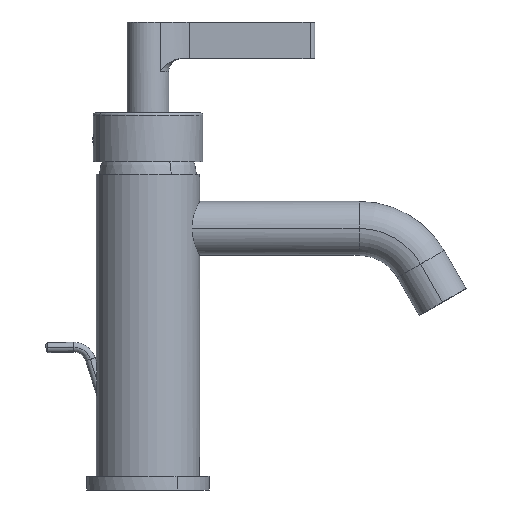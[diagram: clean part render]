
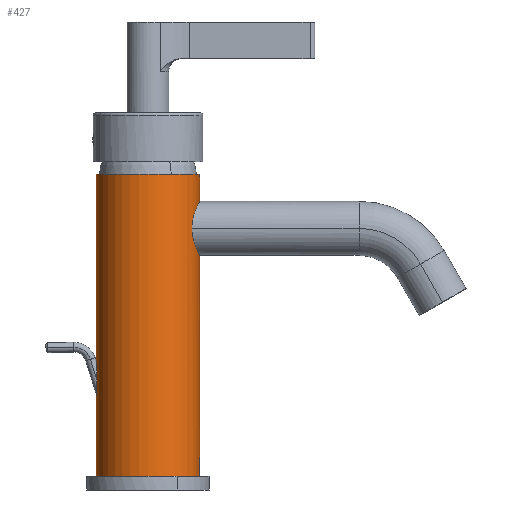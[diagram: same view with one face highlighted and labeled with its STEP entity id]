
A CAD part, front view. The second image highlights one B-rep face of the part: STEP entity #427.
In plain terms, the highlighted cylindrical face has radius 21 mm (diameter 42 mm), a partial arc.
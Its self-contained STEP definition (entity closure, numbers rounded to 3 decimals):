
#292=CARTESIAN_POINT('Axis2P3D Location',(0.,0.,61.5)) ;
#297=CARTESIAN_POINT('Line Origine',(21.,0.,61.5)) ;
#301=CARTESIAN_POINT('Vertex',(21.,0.,112.)) ;
#303=CARTESIAN_POINT('Vertex',(21.,0.,123.)) ;
#306=CARTESIAN_POINT('Axis2P3D Location',(0.,0.,123.)) ;
#310=CARTESIAN_POINT('Vertex',(-21.,0.,123.)) ;
#313=CARTESIAN_POINT('Line Origine',(-21.,0.,61.5)) ;
#317=CARTESIAN_POINT('Vertex',(-21.,0.,48.314)) ;
#321=CARTESIAN_POINT('Control Point',(-21.,0.,48.314)) ;
#322=CARTESIAN_POINT('Control Point',(-21.,-0.083,48.314)) ;
#323=CARTESIAN_POINT('Control Point',(-21.,-0.166,48.301)) ;
#324=CARTESIAN_POINT('Control Point',(-20.999,-0.246,48.276)) ;
#325=CARTESIAN_POINT('Control Point',(-20.996,-0.422,48.195)) ;
#326=CARTESIAN_POINT('Control Point',(-20.992,-0.575,48.075)) ;
#327=CARTESIAN_POINT('Control Point',(-20.99,-0.654,47.999)) ;
#328=CARTESIAN_POINT('Control Point',(-20.984,-0.842,47.792)) ;
#329=CARTESIAN_POINT('Control Point',(-20.977,-0.998,47.559)) ;
#330=CARTESIAN_POINT('Control Point',(-20.972,-1.083,47.414)) ;
#331=CARTESIAN_POINT('Control Point',(-20.961,-1.283,47.036)) ;
#332=CARTESIAN_POINT('Control Point',(-20.95,-1.446,46.64)) ;
#333=CARTESIAN_POINT('Control Point',(-20.944,-1.535,46.397)) ;
#334=CARTESIAN_POINT('Control Point',(-20.918,-1.879,45.364)) ;
#335=CARTESIAN_POINT('Control Point',(-20.895,-2.102,44.295)) ;
#336=CARTESIAN_POINT('Control Point',(-20.881,-2.236,43.49)) ;
#337=CARTESIAN_POINT('Control Point',(-20.86,-2.427,41.917)) ;
#338=CARTESIAN_POINT('Control Point',(-20.85,-2.503,40.335)) ;
#339=CARTESIAN_POINT('Control Point',(-20.849,-2.515,39.581)) ;
#340=CARTESIAN_POINT('Control Point',(-20.852,-2.492,38.217)) ;
#341=CARTESIAN_POINT('Control Point',(-20.865,-2.375,36.857)) ;
#342=CARTESIAN_POINT('Control Point',(-20.874,-2.302,36.251)) ;
#343=CARTESIAN_POINT('Control Point',(-20.889,-2.16,35.355)) ;
#344=CARTESIAN_POINT('Control Point',(-20.91,-1.946,34.475)) ;
#345=CARTESIAN_POINT('Control Point',(-20.917,-1.869,34.193)) ;
#346=CARTESIAN_POINT('Control Point',(-20.93,-1.713,33.693)) ;
#347=CARTESIAN_POINT('Control Point',(-20.945,-1.518,33.206)) ;
#348=CARTESIAN_POINT('Control Point',(-20.952,-1.423,32.996)) ;
#349=CARTESIAN_POINT('Control Point',(-20.959,-1.318,32.791)) ;
#350=CARTESIAN_POINT('Control Point',(-20.966,-1.199,32.595)) ;
#351=CARTESIAN_POINT('Vertex',(-20.966,-1.199,32.595)) ;
#355=CARTESIAN_POINT('Control Point',(-21.,0.,31.686)) ;
#356=CARTESIAN_POINT('Control Point',(-21.,-0.314,31.686)) ;
#357=CARTESIAN_POINT('Control Point',(-20.994,-0.628,31.843)) ;
#358=CARTESIAN_POINT('Control Point',(-20.984,-0.84,32.08)) ;
#359=CARTESIAN_POINT('Control Point',(-20.975,-1.035,32.328)) ;
#360=CARTESIAN_POINT('Control Point',(-20.966,-1.199,32.595)) ;
#361=CARTESIAN_POINT('Vertex',(-21.,0.,31.686)) ;
#364=CARTESIAN_POINT('Line Origine',(-21.,0.,61.5)) ;
#368=CARTESIAN_POINT('Vertex',(-21.,0.,0.)) ;
#371=CARTESIAN_POINT('Axis2P3D Location',(0.,0.,0.)) ;
#375=CARTESIAN_POINT('Vertex',(21.,0.,0.)) ;
#378=CARTESIAN_POINT('Line Origine',(21.,0.,61.5)) ;
#382=CARTESIAN_POINT('Vertex',(21.,0.,90.)) ;
#386=CARTESIAN_POINT('Control Point',(17.889,-11.,101.)) ;
#387=CARTESIAN_POINT('Control Point',(17.889,-11.,100.081)) ;
#388=CARTESIAN_POINT('Control Point',(17.948,-10.904,99.161)) ;
#389=CARTESIAN_POINT('Control Point',(18.066,-10.712,98.262)) ;
#390=CARTESIAN_POINT('Control Point',(18.409,-10.128,96.459)) ;
#391=CARTESIAN_POINT('Control Point',(18.894,-9.193,94.845)) ;
#392=CARTESIAN_POINT('Control Point',(19.167,-8.62,94.067)) ;
#393=CARTESIAN_POINT('Control Point',(19.891,-6.918,92.212)) ;
#394=CARTESIAN_POINT('Control Point',(20.538,-4.729,90.882)) ;
#395=CARTESIAN_POINT('Control Point',(20.846,-3.217,90.294)) ;
#396=CARTESIAN_POINT('Control Point',(21.,-1.609,90.)) ;
#397=CARTESIAN_POINT('Control Point',(21.,0.,90.)) ;
#398=CARTESIAN_POINT('Vertex',(17.889,-11.,101.)) ;
#402=CARTESIAN_POINT('Control Point',(17.889,-11.,101.)) ;
#403=CARTESIAN_POINT('Control Point',(17.889,-11.,101.919)) ;
#404=CARTESIAN_POINT('Control Point',(17.948,-10.904,102.839)) ;
#405=CARTESIAN_POINT('Control Point',(18.066,-10.712,103.738)) ;
#406=CARTESIAN_POINT('Control Point',(18.409,-10.128,105.541)) ;
#407=CARTESIAN_POINT('Control Point',(18.894,-9.193,107.155)) ;
#408=CARTESIAN_POINT('Control Point',(19.167,-8.62,107.933)) ;
#409=CARTESIAN_POINT('Control Point',(19.891,-6.918,109.788)) ;
#410=CARTESIAN_POINT('Control Point',(20.538,-4.729,111.118)) ;
#411=CARTESIAN_POINT('Control Point',(20.846,-3.217,111.706)) ;
#412=CARTESIAN_POINT('Control Point',(21.,-1.609,112.)) ;
#413=CARTESIAN_POINT('Control Point',(21.,0.,112.)) ;
#299=VECTOR('Line Direction',#298,1.) ;
#315=VECTOR('Line Direction',#314,1.) ;
#366=VECTOR('Line Direction',#365,1.) ;
#380=VECTOR('Line Direction',#379,1.) ;
#293=DIRECTION('Axis2P3D Direction',(0.,0.,1.)) ;
#294=DIRECTION('Axis2P3D XDirection',(1.,0.,0.)) ;
#298=DIRECTION('Vector Direction',(0.,0.,1.)) ;
#307=DIRECTION('Axis2P3D Direction',(0.,0.,1.)) ;
#314=DIRECTION('Vector Direction',(0.,0.,1.)) ;
#365=DIRECTION('Vector Direction',(0.,0.,1.)) ;
#372=DIRECTION('Axis2P3D Direction',(0.,0.,1.)) ;
#379=DIRECTION('Vector Direction',(0.,0.,1.)) ;
#295=AXIS2_PLACEMENT_3D('Cylinder Axis2P3D',#292,#293,#294) ;
#308=AXIS2_PLACEMENT_3D('Circle Axis2P3D',#306,#307,$) ;
#373=AXIS2_PLACEMENT_3D('Circle Axis2P3D',#371,#372,$) ;
#300=LINE('Line',#297,#299) ;
#316=LINE('Line',#313,#315) ;
#367=LINE('Line',#364,#366) ;
#381=LINE('Line',#378,#380) ;
#309=CIRCLE('generated circle',#308,21.) ;
#374=CIRCLE('generated circle',#373,21.) ;
#296=CYLINDRICAL_SURFACE('generated cylinder',#295,21.) ;
#305=EDGE_CURVE('',#302,#304,#300,.T.) ;
#312=EDGE_CURVE('',#304,#311,#309,.F.) ;
#319=EDGE_CURVE('',#311,#318,#316,.F.) ;
#353=EDGE_CURVE('',#318,#352,#320,.T.) ;
#363=EDGE_CURVE('',#352,#362,#354,.F.) ;
#370=EDGE_CURVE('',#362,#369,#367,.F.) ;
#377=EDGE_CURVE('',#369,#376,#374,.T.) ;
#384=EDGE_CURVE('',#376,#383,#381,.T.) ;
#400=EDGE_CURVE('',#383,#399,#385,.F.) ;
#414=EDGE_CURVE('',#399,#302,#401,.T.) ;
#416=ORIENTED_EDGE('',*,*,#305,.T.) ;
#417=ORIENTED_EDGE('',*,*,#312,.T.) ;
#418=ORIENTED_EDGE('',*,*,#319,.T.) ;
#419=ORIENTED_EDGE('',*,*,#353,.T.) ;
#420=ORIENTED_EDGE('',*,*,#363,.T.) ;
#421=ORIENTED_EDGE('',*,*,#370,.T.) ;
#422=ORIENTED_EDGE('',*,*,#377,.T.) ;
#423=ORIENTED_EDGE('',*,*,#384,.T.) ;
#424=ORIENTED_EDGE('',*,*,#400,.T.) ;
#425=ORIENTED_EDGE('',*,*,#414,.T.) ;
#415=EDGE_LOOP('',(#416,#417,#418,#419,#420,#421,#422,#423,#424,#425)) ;
#302=VERTEX_POINT('',#301) ;
#304=VERTEX_POINT('',#303) ;
#311=VERTEX_POINT('',#310) ;
#318=VERTEX_POINT('',#317) ;
#352=VERTEX_POINT('',#351) ;
#362=VERTEX_POINT('',#361) ;
#369=VERTEX_POINT('',#368) ;
#376=VERTEX_POINT('',#375) ;
#383=VERTEX_POINT('',#382) ;
#399=VERTEX_POINT('',#398) ;
#427=ADVANCED_FACE('Superficie.16',(#426),#296,.T.) ;
#320=B_SPLINE_CURVE_WITH_KNOTS('',5,(#321,#322,#323,#324,#325,#326,#327,#328,#329,#330,#331,#332,#333,#334,#335,#336,#337,#338,#339,#340,#341,#342,#343,#344,#345,#346,#347,#348,#349,#350),.UNSPECIFIED.,.F.,.U.,(6,3,3,3,3,3,3,3,3,6),(0.,0.587,1.362,2.561,4.386,10.264,15.589,19.912,21.999,23.622),.UNSPECIFIED.) ;
#354=B_SPLINE_CURVE_WITH_KNOTS('',5,(#355,#356,#357,#358,#359,#360),.UNSPECIFIED.,.F.,.U.,(6,6),(0.,2.25),.UNSPECIFIED.) ;
#385=B_SPLINE_CURVE_WITH_KNOTS('',5,(#386,#387,#388,#389,#390,#391,#392,#393,#394,#395,#396,#397),.UNSPECIFIED.,.F.,.U.,(6,3,3,6),(0.,6.524,13.589,25.005),.UNSPECIFIED.) ;
#401=B_SPLINE_CURVE_WITH_KNOTS('',5,(#402,#403,#404,#405,#406,#407,#408,#409,#410,#411,#412,#413),.UNSPECIFIED.,.F.,.U.,(6,3,3,6),(0.,6.524,13.589,25.005),.UNSPECIFIED.) ;
#426=FACE_OUTER_BOUND('',#415,.T.) ;
